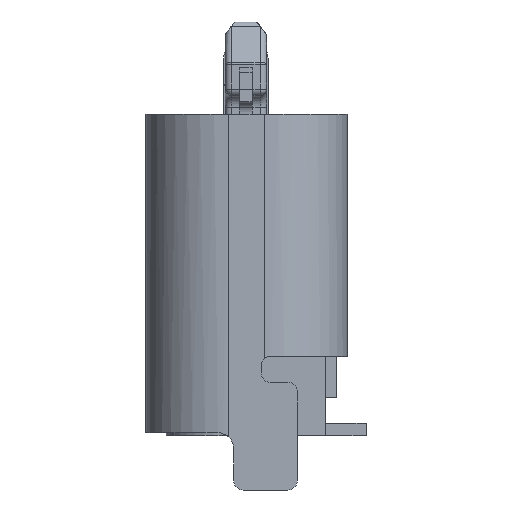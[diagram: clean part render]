
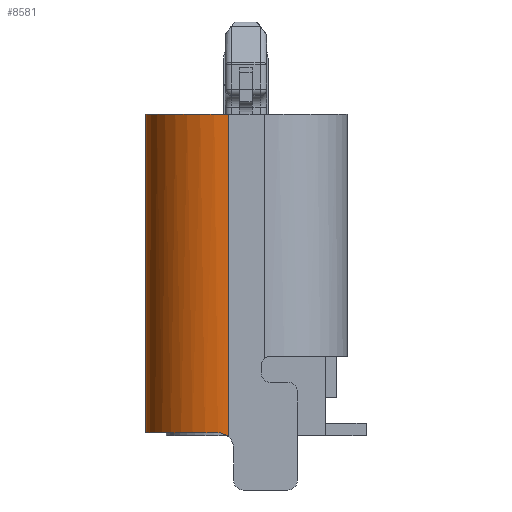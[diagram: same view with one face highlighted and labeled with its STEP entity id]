
A CAD part, left-side view. The second image highlights one B-rep face of the part: STEP entity #8581.
In plain terms, the highlighted cylindrical face has radius 1.3 mm (diameter 2.6 mm), a partial arc.
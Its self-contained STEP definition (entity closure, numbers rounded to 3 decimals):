
#258 = DIRECTION ( 'NONE',  ( 1., 0., 0. ) ) ;
#399 = CARTESIAN_POINT ( 'NONE',  ( -10.399, -1.586, -2.815 ) ) ;
#934 = B_SPLINE_CURVE_WITH_KNOTS ( 'NONE', 3,
 ( #5556, #8662, #18812, #399 ),
 .UNSPECIFIED., .F., .F.,
 ( 4, 4 ),
 ( 0., 0. ),
 .UNSPECIFIED. ) ;
#971 = LINE ( 'NONE', #15819, #14730 ) ;
#1074 = DIRECTION ( 'NONE',  ( 0., 0., -1. ) ) ;
#1100 = DIRECTION ( 'NONE',  ( 0., 0., 1. ) ) ;
#1340 = DIRECTION ( 'NONE',  ( 0., 0., 1. ) ) ;
#1424 = CARTESIAN_POINT ( 'NONE',  ( -9.099, -0.286, -2.748 ) ) ;
#1494 = ORIENTED_EDGE ( 'NONE', *, *, #21301, .T. ) ;
#1651 = DIRECTION ( 'NONE',  ( 1., 0., 0. ) ) ;
#2683 = ORIENTED_EDGE ( 'NONE', *, *, #3431, .T. ) ;
#2948 = CARTESIAN_POINT ( 'NONE',  ( -10.399, -1.586, -2.748 ) ) ;
#3431 = EDGE_CURVE ( 'NONE', #3433, #15369, #17629, .T. ) ;
#3433 = VERTEX_POINT ( 'NONE', #8202 ) ;
#4122 = CARTESIAN_POINT ( 'NONE',  ( -9.099, -1.586, -2.748 ) ) ;
#5151 = EDGE_CURVE ( 'NONE', #5544, #3433, #17694, .T. ) ;
#5544 = VERTEX_POINT ( 'NONE', #8262 ) ;
#5556 = CARTESIAN_POINT ( 'NONE',  ( -10.388, -1.416, -2.748 ) ) ;
#6255 = DIRECTION ( 'NONE',  ( 0., 0., 1. ) ) ;
#7205 = AXIS2_PLACEMENT_3D ( 'NONE', #4122, #1100, #17254 ) ;
#7285 = VERTEX_POINT ( 'NONE', #1424 ) ;
#8202 = CARTESIAN_POINT ( 'NONE',  ( -10.399, -1.586, 2.252 ) ) ;
#8262 = CARTESIAN_POINT ( 'NONE',  ( -10.399, -1.586, -2.815 ) ) ;
#8581 = ADVANCED_FACE ( 'NONE', ( #17898 ), #21023, .T. ) ;
#8662 = CARTESIAN_POINT ( 'NONE',  ( -10.396, -1.479, -2.748 ) ) ;
#9804 = CARTESIAN_POINT ( 'NONE',  ( -9.099, -1.586, 2.252 ) ) ;
#10061 = VECTOR ( 'NONE', #1340, 1000. ) ;
#10992 = EDGE_CURVE ( 'NONE', #7285, #11841, #15808, .T. ) ;
#11090 = ORIENTED_EDGE ( 'NONE', *, *, #10992, .T. ) ;
#11841 = VERTEX_POINT ( 'NONE', #16076 ) ;
#14730 = VECTOR ( 'NONE', #1074, 1000. ) ;
#15101 = DIRECTION ( 'NONE',  ( 0., 0., -1. ) ) ;
#15369 = VERTEX_POINT ( 'NONE', #18926 ) ;
#15447 = ORIENTED_EDGE ( 'NONE', *, *, #5151, .T. ) ;
#15808 = CIRCLE ( 'NONE', #7205, 1.3 ) ;
#15819 = CARTESIAN_POINT ( 'NONE',  ( -9.099, -0.286, -2.748 ) ) ;
#16076 = CARTESIAN_POINT ( 'NONE',  ( -10.388, -1.416, -2.748 ) ) ;
#16388 = CARTESIAN_POINT ( 'NONE',  ( -9.099, -1.586, -2.748 ) ) ;
#17254 = DIRECTION ( 'NONE',  ( 1., 0., 0. ) ) ;
#17629 = CIRCLE ( 'NONE', #20035, 1.3 ) ;
#17694 = LINE ( 'NONE', #2948, #10061 ) ;
#17898 = FACE_OUTER_BOUND ( 'NONE', #18468, .T. ) ;
#18468 = EDGE_LOOP ( 'NONE', ( #15447, #2683, #1494, #11090, #19792 ) ) ;
#18802 = EDGE_CURVE ( 'NONE', #11841, #5544, #934, .T. ) ;
#18812 = CARTESIAN_POINT ( 'NONE',  ( -10.399, -1.54, -2.772 ) ) ;
#18926 = CARTESIAN_POINT ( 'NONE',  ( -9.099, -0.286, 2.252 ) ) ;
#19792 = ORIENTED_EDGE ( 'NONE', *, *, #18802, .T. ) ;
#20035 = AXIS2_PLACEMENT_3D ( 'NONE', #9804, #15101, #258 ) ;
#20876 = AXIS2_PLACEMENT_3D ( 'NONE', #16388, #6255, #1651 ) ;
#21023 = CYLINDRICAL_SURFACE ( 'NONE', #20876, 1.3 ) ;
#21301 = EDGE_CURVE ( 'NONE', #15369, #7285, #971, .T. ) ;
